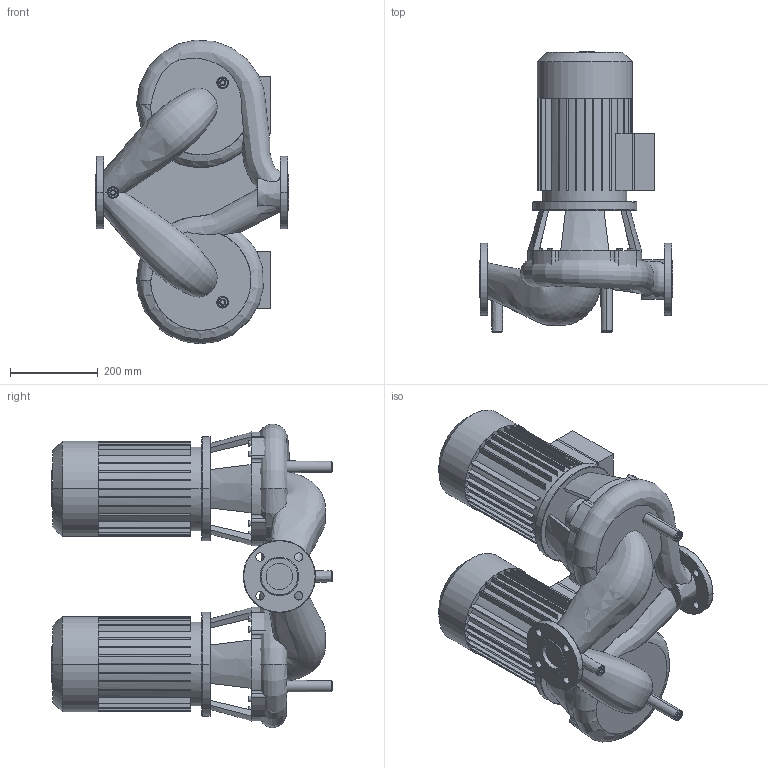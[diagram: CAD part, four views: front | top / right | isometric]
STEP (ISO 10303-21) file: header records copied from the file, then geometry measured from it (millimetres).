
FILE_DESCRIPTION((''),'2;1');
FILE_NAME('3d_DL50_220-2_2_4-2120949.stp','2016-05-24T12:34:42',(''),(''),'Mechanical Desktop 2009','Mechanical Desktop 2009',', , ');
FILE_SCHEMA(('CONFIG_CONTROL_DESIGN'));
Length unit declared in the file: millimetre
Products named in the file (1): Product
Bounding box: 440 x 638.5 x 691.96 mm (x, y, z)
Volume: 47502907.4 mm3; surface area: 2384869.5 mm2
Topology: 17 solids, 17 shells, 675 faces, 1837 edges, 1219 vertices
Faces by surface type: bspline 287, plane 218, cylinder 152, cone 14, torus 4
Entity records: 40827 total; most frequent: CARTESIAN_POINT 24297, ORIENTED_EDGE 3670, DIRECTION 3033, EDGE_CURVE 1835, VERTEX_POINT 1218, VECTOR 1025, LINE 1025, AXIS2_PLACEMENT_3D 1004
